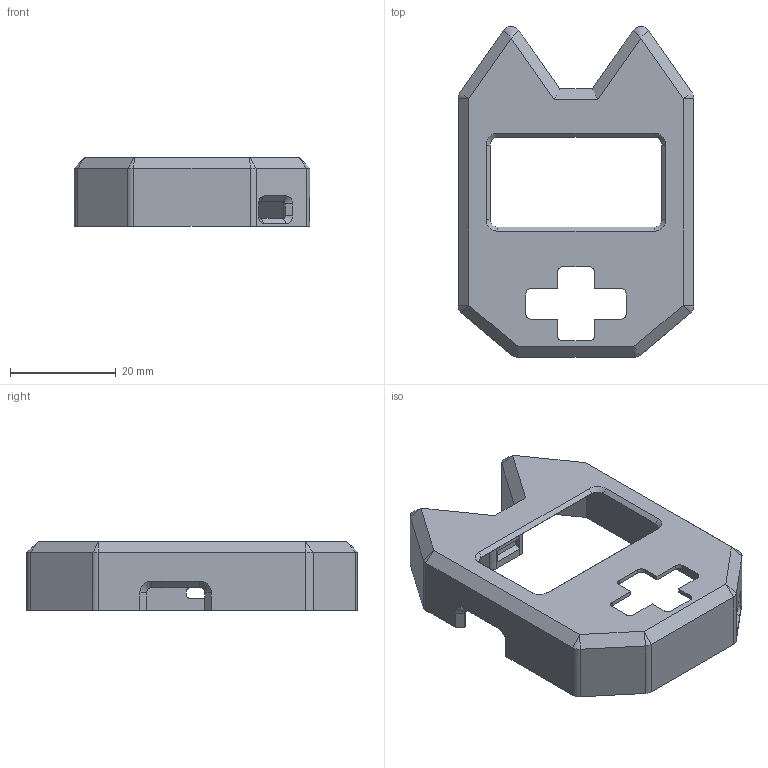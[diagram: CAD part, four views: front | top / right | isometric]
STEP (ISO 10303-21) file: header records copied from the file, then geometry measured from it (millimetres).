
FILE_DESCRIPTION(('FreeCAD Model'),'2;1');
FILE_NAME('Open CASCADE Shape Model','2024-12-13T22:14:52',(''),(''), 'Open CASCADE STEP processor 7.7','FreeCAD','Unknown');
FILE_SCHEMA(('AUTOMOTIVE_DESIGN { 1 0 10303 214 1 1 1 1 }'));
Length unit declared in the file: millimetre
Products named in the file (1): Pad001
Bounding box: 44.5 x 62.5 x 13 mm (x, y, z)
Volume: 5162.6 mm3; surface area: 8007.7 mm2
Topology: 1 solids, 1 shells, 207 faces, 550 edges, 340 vertices
Faces by surface type: plane 122, cylinder 56, cone 18, bspline 11
Entity records: 6481 total; most frequent: CARTESIAN_POINT 1360, ORIENTED_EDGE 1084, DIRECTION 1025, EDGE_CURVE 542, LINE 387, VECTOR 387, VERTEX_POINT 340, AXIS2_PLACEMENT_3D 319
